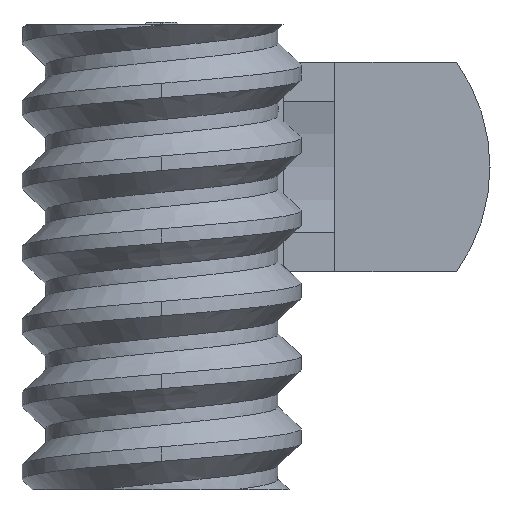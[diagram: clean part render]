
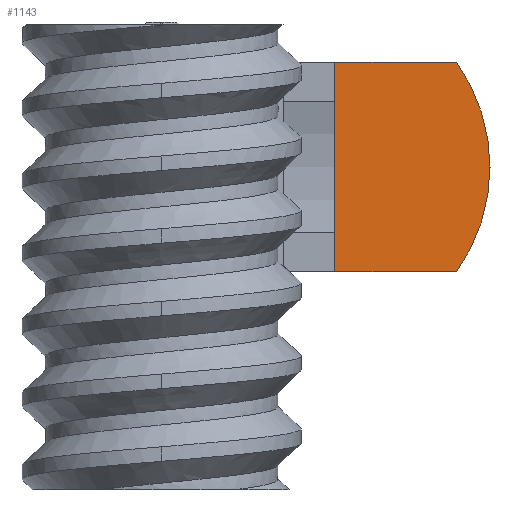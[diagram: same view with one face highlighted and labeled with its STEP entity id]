
A CAD part, front view. The second image highlights one B-rep face of the part: STEP entity #1143.
In plain terms, the highlighted planar face has unit normal (0, -1, 0).
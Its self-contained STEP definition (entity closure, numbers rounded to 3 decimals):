
#84=PLANE('',#1218);
#146=FACE_OUTER_BOUND('',#211,.T.);
#211=EDGE_LOOP('',(#1045,#1046,#1047,#1048));
#230=CIRCLE('',#1217,7.775);
#345=LINE('',#3578,#407);
#365=LINE('',#3827,#427);
#372=LINE('',#4829,#434);
#407=VECTOR('',#1324,10.);
#427=VECTOR('',#1346,10.);
#434=VECTOR('',#1399,10.);
#485=VERTEX_POINT('',#3575);
#486=VERTEX_POINT('',#3577);
#537=VERTEX_POINT('',#3824);
#538=VERTEX_POINT('',#3826);
#622=EDGE_CURVE('',#486,#485,#345,.T.);
#674=EDGE_CURVE('',#538,#537,#365,.T.);
#718=EDGE_CURVE('',#538,#485,#230,.T.);
#719=EDGE_CURVE('',#486,#537,#372,.T.);
#1045=ORIENTED_EDGE('',*,*,#622,.T.);
#1046=ORIENTED_EDGE('',*,*,#718,.F.);
#1047=ORIENTED_EDGE('',*,*,#674,.T.);
#1048=ORIENTED_EDGE('',*,*,#719,.F.);
#1143=ADVANCED_FACE('',(#146),#84,.T.);
#1217=AXIS2_PLACEMENT_3D('',#4827,#1395,#1396);
#1218=AXIS2_PLACEMENT_3D('',#4828,#1397,#1398);
#1324=DIRECTION('',(1.,0.,0.));
#1346=DIRECTION('',(-1.,0.,0.));
#1395=DIRECTION('center_axis',(0.,1.,0.));
#1396=DIRECTION('ref_axis',(0.,0.,
1.));
#1397=DIRECTION('center_axis',(0.,-1.,0.));
#1398=DIRECTION('ref_axis',(-1.,0.,0.));
#1399=DIRECTION('',(0.,0.,1.));
#3575=CARTESIAN_POINT('',(12.68,0.,0.));
#3577=CARTESIAN_POINT('',(7.44,0.,0.));
#3578=CARTESIAN_POINT('',(12.59,0.,0.));
#3824=CARTESIAN_POINT('',(7.44,0.,9.));
#3826=CARTESIAN_POINT('',(12.68,0.,9.));
#3827=CARTESIAN_POINT('',(0.09,0.,9.));
#4827=CARTESIAN_POINT('Origin',(6.34,0.,4.5));
#4828=CARTESIAN_POINT('Origin',(6.34,0.,4.5));
#4829=CARTESIAN_POINT('',(7.44,0.,4.5));
